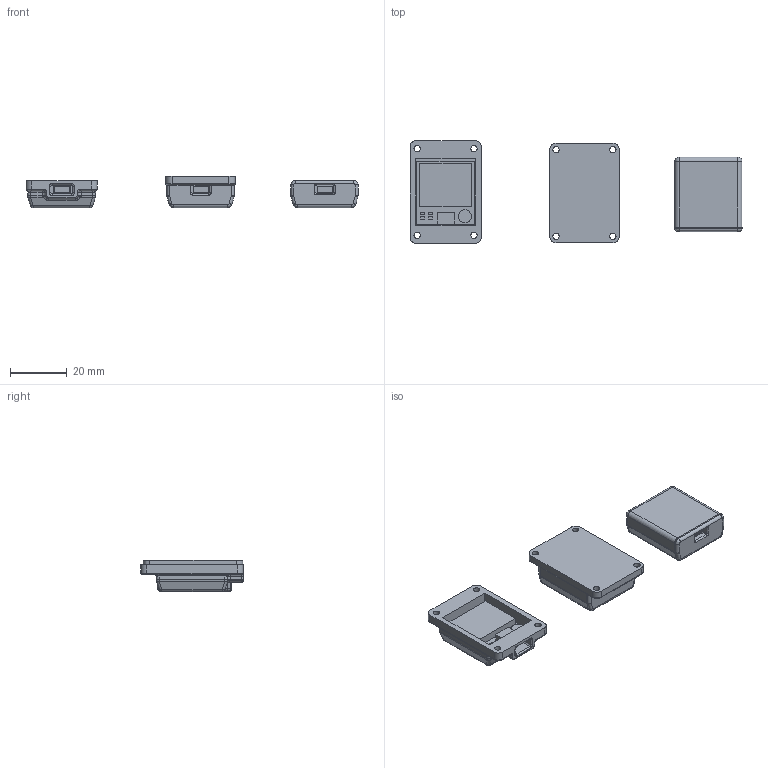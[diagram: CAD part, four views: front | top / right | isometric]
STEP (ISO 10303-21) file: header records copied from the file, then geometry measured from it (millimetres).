
FILE_DESCRIPTION(/* description */ (''),/* implementation_level */ '2;1');
FILE_NAME(/* name */ 'GPS-V1.3-ASM.stp',/* time_stamp */ '2021-08-14T02:46:25-07:00',/* author */ ('andre'),/* organization */ (''),/* preprocessor_version */ 'ST-DEVELOPER v17',/* originating_system */ 'Autodesk Inventor 2019',/* authorisation */ '');
FILE_SCHEMA (('AUTOMOTIVE_DESIGN { 1 0 10303 214 3 1 1 }'));
Length unit declared in the file: millimetre
Products named in the file (7): GPS-V1.3-ASM; GPSv1.3-enclosure; GPSv1.3-enclosure-lid; GPSv1.3-enclosure-4hole; GPSv1.3-enclosure-lid-4hole; GPS_Modul_Beitian_BN-220; GPS-v1.3-Enclosure-ONEPIECE
Assembly tree (8 placements, depth 2):
  GPS-V1.3-ASM
    GPS_Modul_Beitian_BN-220  x3
    GPSv1.3-enclosure
    GPSv1.3-enclosure-lid
    GPSv1.3-enclosure-4hole
    GPSv1.3-enclosure-lid-4hole
    GPS-v1.3-Enclosure-ONEPIECE
Bounding box: 116.75 x 36 x 11.05 mm (x, y, z)
Volume: 16172.8 mm3; surface area: 19787 mm2
Topology: 32 solids, 32 shells, 546 faces, 1249 edges, 776 vertices
Faces by surface type: plane 309, cylinder 154, torus 32, bspline 28, sphere 18, cone 5
Full cylindrical faces by diameter (mm): 2.2 x8, 4.6 x3
Entity records: 12670 total; most frequent: CARTESIAN_POINT 2490, DIRECTION 2163, ORIENTED_EDGE 1994, EDGE_CURVE 997, AXIS2_PLACEMENT_3D 771, LINE 621, VECTOR 621, VERTEX_POINT 608
